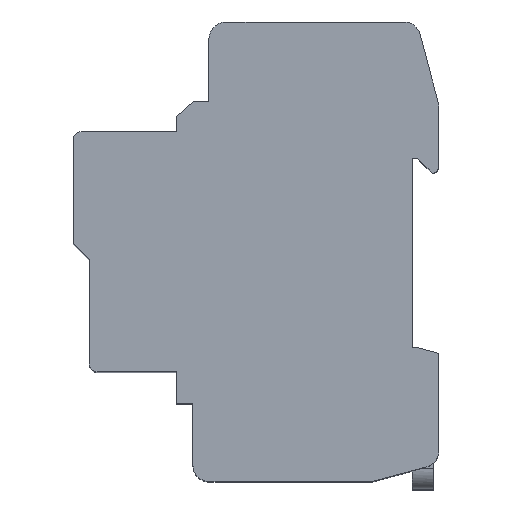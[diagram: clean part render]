
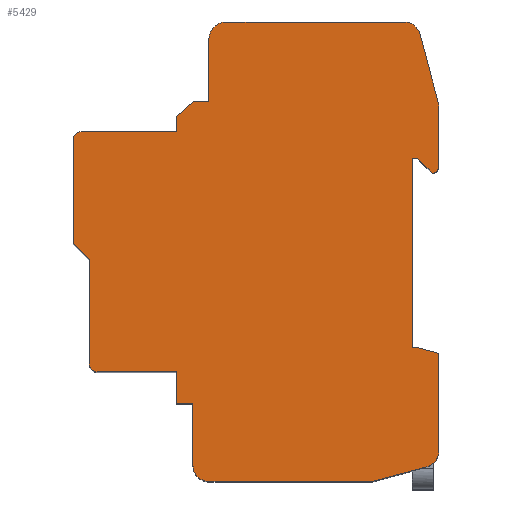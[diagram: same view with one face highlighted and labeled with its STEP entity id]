
A CAD part, top view. The second image highlights one B-rep face of the part: STEP entity #5429.
In plain terms, the highlighted planar face has unit normal (0, 0, 1).
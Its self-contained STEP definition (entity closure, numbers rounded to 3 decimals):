
#1861=CARTESIAN_POINT('',(-1.419,40.,53.4));
#1862=DIRECTION('',(0.,0.,1.));
#1863=DIRECTION('',(0.966,0.259,0.));
#1864=AXIS2_PLACEMENT_3D('',#1861,#1862,#1863);
#1866=DIRECTION('',(-0.259,0.966,0.));
#1867=VECTOR('',#1866,13.21);
#1868=CARTESIAN_POINT('',(4.898,28.016,53.4));
#1869=LINE('',#1868,#1867);
#1870=CARTESIAN_POINT('',(2.,27.24,53.4));
#1871=DIRECTION('',(0.,0.,1.));
#1872=DIRECTION('',(1.,0.,0.));
#1873=AXIS2_PLACEMENT_3D('',#1870,#1871,#1872);
#1875=DIRECTION('',(0.,1.,0.));
#1876=VECTOR('',#1875,11.335);
#1877=CARTESIAN_POINT('',(5.,15.905,53.4));
#1878=LINE('',#1877,#1876);
#1879=CARTESIAN_POINT('',(3.8,15.905,53.4));
#1880=DIRECTION('',(0.,0.,1.));
#1881=DIRECTION('',(-0.004,-1.,0.));
#1882=AXIS2_PLACEMENT_3D('',#1879,#1880,#1881);
#1884=DIRECTION('',(0.707,-0.707,0.));
#1885=VECTOR('',#1884,3.953);
#1886=CARTESIAN_POINT('',(1.,17.5,53.4));
#1887=LINE('',#1886,#1885);
#1888=DIRECTION('',(1.,0.,0.));
#1889=VECTOR('',#1888,1.);
#1890=CARTESIAN_POINT('',(0.,17.5,53.4));
#1891=LINE('',#1890,#1889);
#1892=DIRECTION('',(0.,1.,0.));
#1893=VECTOR('',#1892,35.5);
#1894=CARTESIAN_POINT('',(0.,-18.,53.4));
#1895=LINE('',#1894,#1893);
#1896=DIRECTION('',(-1.,0.,0.));
#1897=VECTOR('',#1896,1.2);
#1898=CARTESIAN_POINT('',(1.2,-18.,53.4));
#1899=LINE('',#1898,#1897);
#1900=DIRECTION('',(-0.966,0.259,0.));
#1901=VECTOR('',#1900,3.934);
#1902=CARTESIAN_POINT('',(5.,-19.018,53.4));
#1903=LINE('',#1902,#1901);
#1904=DIRECTION('',(0.,1.,0.));
#1905=VECTOR('',#1904,18.354);
#1906=CARTESIAN_POINT('',(5.,-37.372,53.4));
#1907=LINE('',#1906,#1905);
#1908=CARTESIAN_POINT('',(2.,-37.372,53.4));
#1909=DIRECTION('',(0.,0.,1.));
#1910=DIRECTION('',(0.259,-0.966,0.));
#1911=AXIS2_PLACEMENT_3D('',#1908,#1909,#1910);
#1913=DIRECTION('',(0.966,0.259,0.));
#1914=VECTOR('',#1913,10.548);
#1915=CARTESIAN_POINT('',(-7.412,-43.,53.4));
#1916=LINE('',#1915,#1914);
#1917=DIRECTION('',(1.,0.,0.));
#1918=VECTOR('',#1917,30.588);
#1919=CARTESIAN_POINT('',(-38.,-43.,53.4));
#1920=LINE('',#1919,#1918);
#1921=CARTESIAN_POINT('',(-38.,-40.,53.4));
#1922=DIRECTION('',(0.,0.,1.));
#1923=DIRECTION('',(-1.,0.,0.));
#1924=AXIS2_PLACEMENT_3D('',#1921,#1922,#1923);
#1926=DIRECTION('',(0.,-1.,0.));
#1927=VECTOR('',#1926,11.53);
#1928=CARTESIAN_POINT('',(-41.,-28.47,53.4));
#1929=LINE('',#1928,#1927);
#1930=DIRECTION('',(1.,0.,0.));
#1931=VECTOR('',#1930,3.);
#1932=CARTESIAN_POINT('',(-44.,-28.47,53.4));
#1933=LINE('',#1932,#1931);
#1934=DIRECTION('',(0.,-1.,0.));
#1935=VECTOR('',#1934,5.97);
#1936=CARTESIAN_POINT('',(-44.,-22.5,53.4));
#1937=LINE('',#1936,#1935);
#1938=DIRECTION('',(1.,0.,0.));
#1939=VECTOR('',#1938,14.9);
#1940=CARTESIAN_POINT('',(-58.9,-22.5,53.4));
#1941=LINE('',#1940,#1939);
#1942=CARTESIAN_POINT('',(-58.9,-21.,53.4));
#1943=DIRECTION('',(0.,0.,1.));
#1944=DIRECTION('',(-1.,0.,0.));
#1945=AXIS2_PLACEMENT_3D('',#1942,#1943,#1944);
#1947=DIRECTION('',(0.,-1.,0.));
#1948=VECTOR('',#1947,19.5);
#1949=CARTESIAN_POINT('',(-60.4,-1.5,53.4));
#1950=LINE('',#1949,#1948);
#1951=DIRECTION('',(0.707,-0.707,0.));
#1952=VECTOR('',#1951,4.243);
#1953=CARTESIAN_POINT('',(-63.4,1.5,53.4));
#1954=LINE('',#1953,#1952);
#1955=DIRECTION('',(0.,-1.,0.));
#1956=VECTOR('',#1955,19.5);
#1957=CARTESIAN_POINT('',(-63.4,21.,53.4));
#1958=LINE('',#1957,#1956);
#1959=CARTESIAN_POINT('',(-61.9,21.,53.4));
#1960=DIRECTION('',(0.,0.,1.));
#1961=DIRECTION('',(0.,1.,0.));
#1962=AXIS2_PLACEMENT_3D('',#1959,#1960,#1961);
#1964=DIRECTION('',(-1.,0.,0.));
#1965=VECTOR('',#1964,17.9);
#1966=CARTESIAN_POINT('',(-44.,22.5,53.4));
#1967=LINE('',#1966,#1965);
#1968=DIRECTION('',(0.,-1.,0.));
#1969=VECTOR('',#1968,2.794);
#1970=CARTESIAN_POINT('',(-44.,25.294,53.4));
#1971=LINE('',#1970,#1969);
#1972=DIRECTION('',(-0.745,-0.667,0.));
#1973=VECTOR('',#1972,4.286);
#1974=CARTESIAN_POINT('',(-40.808,28.154,53.4));
#1975=LINE('',#1974,#1973);
#1976=DIRECTION('',(-1.,0.,0.));
#1977=VECTOR('',#1976,2.808);
#1978=CARTESIAN_POINT('',(-38.,28.154,53.4));
#1979=LINE('',#1978,#1977);
#1980=DIRECTION('',(0.,-1.,0.));
#1981=VECTOR('',#1980,11.671);
#1982=CARTESIAN_POINT('',(-38.,39.825,53.4));
#1983=LINE('',#1982,#1981);
#1984=CARTESIAN_POINT('',(-34.825,39.825,53.4));
#1985=DIRECTION('',(0.,0.,1.));
#1986=DIRECTION('',(0.,1.,0.));
#1987=AXIS2_PLACEMENT_3D('',#1984,#1985,#1986);
#1989=DIRECTION('',(-1.,0.,0.));
#1990=VECTOR('',#1989,33.406);
#1991=CARTESIAN_POINT('',(-1.419,43.,53.4));
#1992=LINE('',#1991,#1990);
#2290=CARTESIAN_POINT('',(-63.4,21.,53.4));
#2291=CARTESIAN_POINT('',(-63.4,1.5,53.4));
#2292=VERTEX_POINT('',#2290);
#2293=VERTEX_POINT('',#2291);
#2294=CARTESIAN_POINT('',(-44.,-22.5,53.4));
#2295=CARTESIAN_POINT('',(-44.,-28.47,53.4));
#2296=VERTEX_POINT('',#2294);
#2297=VERTEX_POINT('',#2295);
#2298=CARTESIAN_POINT('',(-44.,25.294,53.4));
#2299=CARTESIAN_POINT('',(-44.,22.5,53.4));
#2300=VERTEX_POINT('',#2298);
#2301=VERTEX_POINT('',#2299);
#2302=CARTESIAN_POINT('',(5.,-19.018,53.4));
#2303=CARTESIAN_POINT('',(1.2,-18.,53.4));
#2304=VERTEX_POINT('',#2302);
#2305=VERTEX_POINT('',#2303);
#2306=CARTESIAN_POINT('',(-60.4,-1.5,53.4));
#2307=CARTESIAN_POINT('',(-60.4,-21.,53.4));
#2308=VERTEX_POINT('',#2306);
#2309=VERTEX_POINT('',#2307);
#2310=CARTESIAN_POINT('',(-61.9,22.5,53.4));
#2311=VERTEX_POINT('',#2310);
#2312=CARTESIAN_POINT('',(-38.,39.825,53.4));
#2313=CARTESIAN_POINT('',(-38.,28.154,53.4));
#2314=VERTEX_POINT('',#2312);
#2315=VERTEX_POINT('',#2313);
#2316=CARTESIAN_POINT('',(-41.,-28.47,53.4));
#2317=CARTESIAN_POINT('',(-41.,-40.,53.4));
#2318=VERTEX_POINT('',#2316);
#2319=VERTEX_POINT('',#2317);
#2320=CARTESIAN_POINT('',(-40.808,28.154,53.4));
#2321=VERTEX_POINT('',#2320);
#2322=CARTESIAN_POINT('',(0.,17.5,53.4));
#2323=CARTESIAN_POINT('',(1.,17.5,53.4));
#2324=VERTEX_POINT('',#2322);
#2325=VERTEX_POINT('',#2323);
#2326=CARTESIAN_POINT('',(4.898,28.016,53.4));
#2327=CARTESIAN_POINT('',(1.479,40.776,53.4));
#2328=VERTEX_POINT('',#2326);
#2329=VERTEX_POINT('',#2327);
#2330=CARTESIAN_POINT('',(5.,15.905,53.4));
#2331=CARTESIAN_POINT('',(5.,27.24,53.4));
#2332=VERTEX_POINT('',#2330);
#2333=VERTEX_POINT('',#2331);
#2334=CARTESIAN_POINT('',(5.,-37.372,53.4));
#2335=VERTEX_POINT('',#2334);
#2336=CARTESIAN_POINT('',(0.,-18.,53.4));
#2337=VERTEX_POINT('',#2336);
#2338=CARTESIAN_POINT('',(3.795,14.705,53.4));
#2339=VERTEX_POINT('',#2338);
#2340=CARTESIAN_POINT('',(-58.9,-22.5,53.4));
#2341=VERTEX_POINT('',#2340);
#2342=CARTESIAN_POINT('',(-1.419,43.,53.4));
#2343=VERTEX_POINT('',#2342);
#2344=CARTESIAN_POINT('',(-34.825,43.,53.4));
#2345=VERTEX_POINT('',#2344);
#2346=CARTESIAN_POINT('',(-38.,-43.,53.4));
#2347=VERTEX_POINT('',#2346);
#2348=CARTESIAN_POINT('',(-7.412,-43.,53.4));
#2349=VERTEX_POINT('',#2348);
#2350=CARTESIAN_POINT('',(2.776,-40.27,53.4));
#2351=VERTEX_POINT('',#2350);
#5391=CARTESIAN_POINT('',(0.,0.,53.4));
#5392=DIRECTION('',(0.,0.,1.));
#5393=DIRECTION('',(1.,0.,0.));
#5394=AXIS2_PLACEMENT_3D('',#5391,#5392,#5393);
#5395=PLANE('',#5394);
#5396=ORIENTED_EDGE('',*,*,#2736,.F.);
#5397=ORIENTED_EDGE('',*,*,#2751,.F.);
#5398=ORIENTED_EDGE('',*,*,#2765,.F.);
#5399=ORIENTED_EDGE('',*,*,#2779,.F.);
#5400=ORIENTED_EDGE('',*,*,#2793,.F.);
#5401=ORIENTED_EDGE('',*,*,#2807,.F.);
#5402=ORIENTED_EDGE('',*,*,#2821,.F.);
#5403=ORIENTED_EDGE('',*,*,#2835,.F.);
#5404=ORIENTED_EDGE('',*,*,#2849,.F.);
#5405=ORIENTED_EDGE('',*,*,#2863,.F.);
#5406=ORIENTED_EDGE('',*,*,#2877,.F.);
#5407=ORIENTED_EDGE('',*,*,#2895,.F.);
#5408=ORIENTED_EDGE('',*,*,#2972,.F.);
#5409=ORIENTED_EDGE('',*,*,#3157,.F.);
#5410=ORIENTED_EDGE('',*,*,#3249,.F.);
#5411=ORIENTED_EDGE('',*,*,#3263,.F.);
#5412=ORIENTED_EDGE('',*,*,#3603,.F.);
#5413=ORIENTED_EDGE('',*,*,#3617,.F.);
#5414=ORIENTED_EDGE('',*,*,#3631,.F.);
#5415=ORIENTED_EDGE('',*,*,#3645,.F.);
#5416=ORIENTED_EDGE('',*,*,#3659,.F.);
#5417=ORIENTED_EDGE('',*,*,#3683,.F.);
#5418=ORIENTED_EDGE('',*,*,#3697,.F.);
#5419=ORIENTED_EDGE('',*,*,#3711,.F.);
#5420=ORIENTED_EDGE('',*,*,#3725,.F.);
#5421=ORIENTED_EDGE('',*,*,#3739,.F.);
#5422=ORIENTED_EDGE('',*,*,#3753,.F.);
#5423=ORIENTED_EDGE('',*,*,#3767,.F.);
#5424=ORIENTED_EDGE('',*,*,#3781,.F.);
#5425=ORIENTED_EDGE('',*,*,#5059,.F.);
#5426=ORIENTED_EDGE('',*,*,#5072,.F.);
#5427=EDGE_LOOP('',(#5396,#5397,#5398,#5399,#5400,#5401,#5402,#5403,#5404,#5405,
#5406,#5407,#5408,#5409,#5410,#5411,#5412,#5413,#5414,#5415,#5416,#5417,#5418,
#5419,#5420,#5421,#5422,#5423,#5424,#5425,#5426));
#5428=FACE_OUTER_BOUND('',#5427,.F.);
#5429=ADVANCED_FACE('',(#5428),#5395,.T.);
#1865=CIRCLE('',#1864,3.);
#1874=CIRCLE('',#1873,3.);
#1883=CIRCLE('',#1882,1.2);
#1912=CIRCLE('',#1911,3.);
#1925=CIRCLE('',#1924,3.);
#1946=CIRCLE('',#1945,1.5);
#1963=CIRCLE('',#1962,1.5);
#1988=CIRCLE('',#1987,3.175);
#2736=EDGE_CURVE('',#2329,#2343,#1865,.T.);
#2751=EDGE_CURVE('',#2328,#2329,#1869,.T.);
#2765=EDGE_CURVE('',#2333,#2328,#1874,.T.);
#2779=EDGE_CURVE('',#2332,#2333,#1878,.T.);
#2793=EDGE_CURVE('',#2339,#2332,#1883,.T.);
#2807=EDGE_CURVE('',#2325,#2339,#1887,.T.);
#2821=EDGE_CURVE('',#2324,#2325,#1891,.T.);
#2835=EDGE_CURVE('',#2337,#2324,#1895,.T.);
#2849=EDGE_CURVE('',#2305,#2337,#1899,.T.);
#2863=EDGE_CURVE('',#2304,#2305,#1903,.T.);
#2877=EDGE_CURVE('',#2335,#2304,#1907,.T.);
#2895=EDGE_CURVE('',#2351,#2335,#1912,.T.);
#2972=EDGE_CURVE('',#2349,#2351,#1916,.T.);
#3157=EDGE_CURVE('',#2347,#2349,#1920,.T.);
#3249=EDGE_CURVE('',#2319,#2347,#1925,.T.);
#3263=EDGE_CURVE('',#2318,#2319,#1929,.T.);
#3603=EDGE_CURVE('',#2297,#2318,#1933,.T.);
#3617=EDGE_CURVE('',#2296,#2297,#1937,.T.);
#3631=EDGE_CURVE('',#2341,#2296,#1941,.T.);
#3645=EDGE_CURVE('',#2309,#2341,#1946,.T.);
#3659=EDGE_CURVE('',#2308,#2309,#1950,.T.);
#3683=EDGE_CURVE('',#2293,#2308,#1954,.T.);
#3697=EDGE_CURVE('',#2292,#2293,#1958,.T.);
#3711=EDGE_CURVE('',#2311,#2292,#1963,.T.);
#3725=EDGE_CURVE('',#2301,#2311,#1967,.T.);
#3739=EDGE_CURVE('',#2300,#2301,#1971,.T.);
#3753=EDGE_CURVE('',#2321,#2300,#1975,.T.);
#3767=EDGE_CURVE('',#2315,#2321,#1979,.T.);
#3781=EDGE_CURVE('',#2314,#2315,#1983,.T.);
#5059=EDGE_CURVE('',#2345,#2314,#1988,.T.);
#5072=EDGE_CURVE('',#2343,#2345,#1992,.T.);
